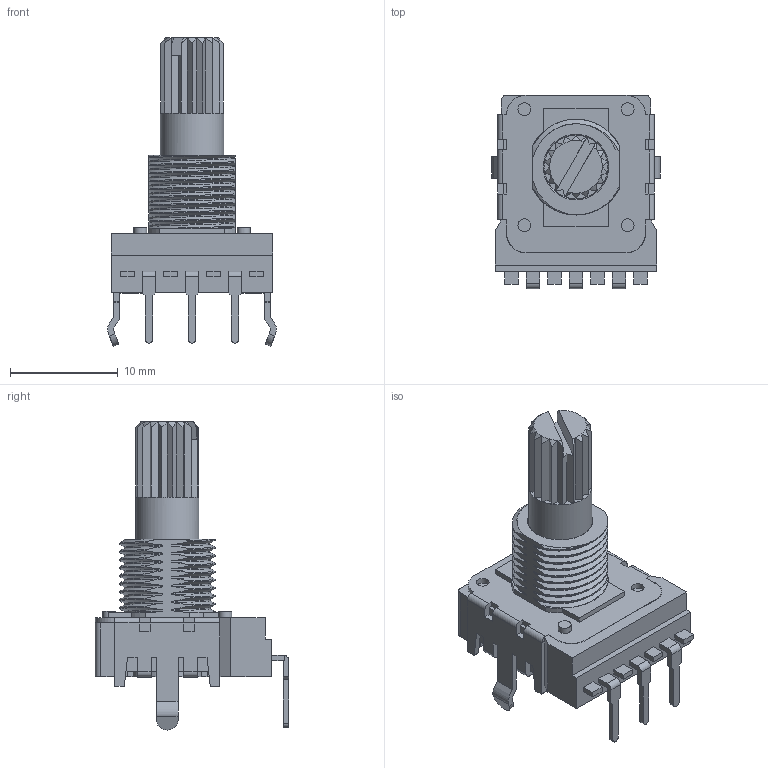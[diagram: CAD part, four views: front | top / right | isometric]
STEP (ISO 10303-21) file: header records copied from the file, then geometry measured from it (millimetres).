
FILE_DESCRIPTION(/* description */ (''),/* implementation_level */ '2;1');
FILE_NAME(/* name */ 'RV141F-40E3.step',/* time_stamp */ '2021-02-17T18:52:12+03:00',/* author */ (''),/* organization */ (''),/* preprocessor_version */ 'ST-DEVELOPER v18.1',/* originating_system */ 'Autodesk Translation Framework v9.7.1.1290',/* authorisation */ '');
FILE_SCHEMA (('AUTOMOTIVE_DESIGN { 1 0 10303 214 3 1 1 }'));
Length unit declared in the file: millimetre
Products named in the file (1): RV141F-40E3
Bounding box: 15.7 x 18 x 28.67 mm (x, y, z)
Volume: 1721.2 mm3; surface area: 2844.2 mm2
Topology: 10 solids, 10 shells, 400 faces, 1078 edges, 694 vertices
Faces by surface type: plane 243, cylinder 94, bspline 44, cone 19
Full cylindrical faces by diameter (mm): 1.2 x6, 3.8 x1, 5.9 x3
Entity records: 14191 total; most frequent: CARTESIAN_POINT 4543, ORIENTED_EDGE 2156, DIRECTION 1738, EDGE_CURVE 1078, LINE 716, VECTOR 716, VERTEX_POINT 694, AXIS2_PLACEMENT_3D 511
